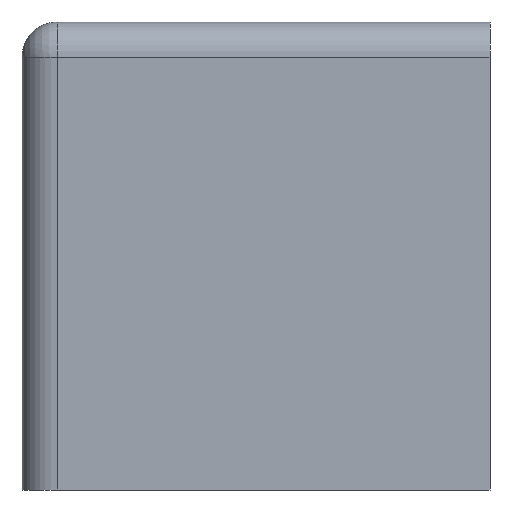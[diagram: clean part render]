
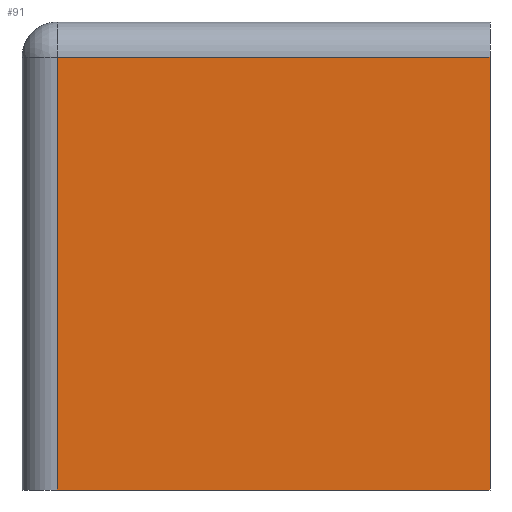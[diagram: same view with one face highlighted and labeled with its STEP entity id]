
A CAD part, front view. The second image highlights one B-rep face of the part: STEP entity #91.
In plain terms, the highlighted planar face has unit normal (0, -1, 0).
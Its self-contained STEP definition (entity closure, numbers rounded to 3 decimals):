
#91=ADVANCED_FACE('',(#188),#189,.F.);
#188=FACE_OUTER_BOUND('',#291,.T.);
#189=PLANE('',#292);
#291=EDGE_LOOP('',(#485,#486,#487,#488));
#292=AXIS2_PLACEMENT_3D('',#489,#490,#491);
#485=ORIENTED_EDGE('',*,*,#654,.F.);
#486=ORIENTED_EDGE('',*,*,#656,.T.);
#487=ORIENTED_EDGE('',*,*,#657,.F.);
#488=ORIENTED_EDGE('',*,*,#658,.T.);
#489=CARTESIAN_POINT('',(-18.5,-20.0,0.0));
#490=DIRECTION('',(0.0,1.0,0.0));
#491=DIRECTION('',(-1.0,0.0,0.0));
#654=EDGE_CURVE('',#780,#775,#782,.T.);
#656=EDGE_CURVE('',#780,#784,#785,.T.);
#657=EDGE_CURVE('',#786,#784,#787,.T.);
#658=EDGE_CURVE('',#786,#775,#788,.T.);
#775=VERTEX_POINT('',#927);
#780=VERTEX_POINT('',#933);
#782=LINE('',#935,#936);
#784=VERTEX_POINT('',#938);
#785=LINE('',#939,#940);
#786=VERTEX_POINT('',#941);
#787=LINE('',#942,#943);
#788=LINE('',#944,#945);
#927=CARTESIAN_POINT('',(-37.0,-20.0,17.0));
#933=CARTESIAN_POINT('',(-37.0,-20.0,-20.0));
#935=CARTESIAN_POINT('',(-37.0,-20.0,-1.5));
#936=VECTOR('',#1109,1.0);
#938=CARTESIAN_POINT('',(0.0,-20.0,-20.0));
#939=CARTESIAN_POINT('',(-18.5,-20.0,-20.0));
#940=VECTOR('',#1110,1.0);
#941=CARTESIAN_POINT('',(0.0,-20.0,17.0));
#942=CARTESIAN_POINT('',(0.0,-20.0,0.0));
#943=VECTOR('',#1111,1.0);
#944=CARTESIAN_POINT('',(-20.0,-20.0,17.0));
#945=VECTOR('',#1112,1.0);
#1109=DIRECTION('',(0.0,-0.0,1.0));
#1110=DIRECTION('',(1.0,0.0,0.0));
#1111=DIRECTION('',(0.0,0.0,-1.0));
#1112=DIRECTION('',(-1.0,-0.0,0.0));
